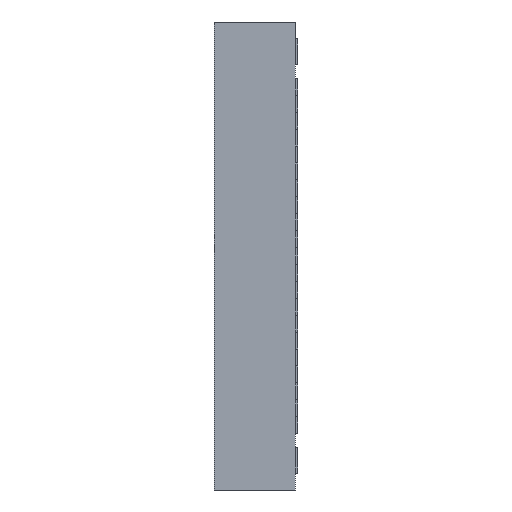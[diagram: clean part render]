
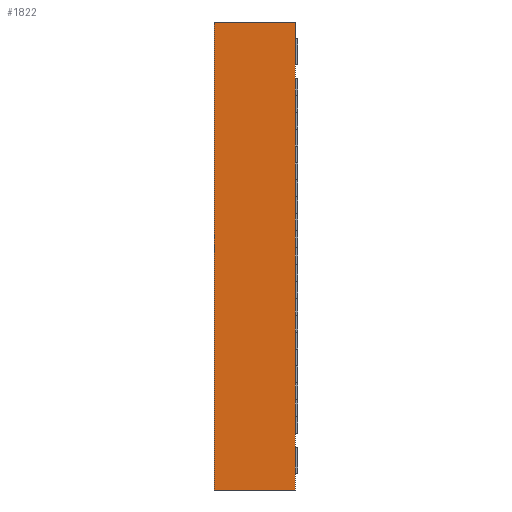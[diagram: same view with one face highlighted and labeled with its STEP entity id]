
A CAD part, left-side view. The second image highlights one B-rep face of the part: STEP entity #1822.
In plain terms, the highlighted planar face has unit normal (-1, 0, 0).
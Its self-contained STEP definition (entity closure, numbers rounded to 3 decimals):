
#85 = DIRECTION ( 'NONE',  ( 0., 0., 1. ) ) ;
#173 = FACE_OUTER_BOUND ( 'NONE', #20233, .T. ) ;
#814 = CARTESIAN_POINT ( 'NONE',  ( -5.25, 0., -4.15 ) ) ;
#1822 = ADVANCED_FACE ( 'NONE', ( #173 ), #37246, .F. ) ;
#2013 = EDGE_CURVE ( 'NONE', #34301, #34563, #21582, .T. ) ;
#3333 = ORIENTED_EDGE ( 'NONE', *, *, #28472, .T. ) ;
#8863 = VECTOR ( 'NONE', #36627, 1000. ) ;
#9826 = VERTEX_POINT ( 'NONE', #27862 ) ;
#12091 = DIRECTION ( 'NONE',  ( 0., 0., 1. ) ) ;
#12761 = DIRECTION ( 'NONE',  ( 1., 0., 0. ) ) ;
#14587 = LINE ( 'NONE', #27080, #8863 ) ;
#15119 = LINE ( 'NONE', #36760, #27386 ) ;
#15164 = ORIENTED_EDGE ( 'NONE', *, *, #2013, .F. ) ;
#16744 = VECTOR ( 'NONE', #12091, 1000. ) ;
#18804 = DIRECTION ( 'NONE',  ( 0., 0., -1. ) ) ;
#20233 = EDGE_LOOP ( 'NONE', ( #38179, #38290, #15164, #3333 ) ) ;
#21084 = VECTOR ( 'NONE', #38953, 1000. ) ;
#21582 = LINE ( 'NONE', #33965, #16744 ) ;
#22777 = AXIS2_PLACEMENT_3D ( 'NONE', #34406, #12761, #18804 ) ;
#24252 = EDGE_CURVE ( 'NONE', #26545, #9826, #15119, .T. ) ;
#26545 = VERTEX_POINT ( 'NONE', #814 ) ;
#27080 = CARTESIAN_POINT ( 'NONE',  ( -5.25, 1.44, -4.15 ) ) ;
#27386 = VECTOR ( 'NONE', #85, 1000. ) ;
#27862 = CARTESIAN_POINT ( 'NONE',  ( -5.25, 0., 4.15 ) ) ;
#28472 = EDGE_CURVE ( 'NONE', #34301, #26545, #14587, .T. ) ;
#28984 = CARTESIAN_POINT ( 'NONE',  ( -5.25, 1.44, 4.15 ) ) ;
#33965 = CARTESIAN_POINT ( 'NONE',  ( -5.25, 1.44, 4.15 ) ) ;
#34301 = VERTEX_POINT ( 'NONE', #36966 ) ;
#34406 = CARTESIAN_POINT ( 'NONE',  ( -5.25, 1.44, 4.15 ) ) ;
#34563 = VERTEX_POINT ( 'NONE', #28984 ) ;
#35126 = CARTESIAN_POINT ( 'NONE',  ( -5.25, 1.44, 4.15 ) ) ;
#35807 = EDGE_CURVE ( 'NONE', #34563, #9826, #38185, .T. ) ;
#36627 = DIRECTION ( 'NONE',  ( 0., -1., 0. ) ) ;
#36760 = CARTESIAN_POINT ( 'NONE',  ( -5.25, 0., 4.15 ) ) ;
#36966 = CARTESIAN_POINT ( 'NONE',  ( -5.25, 1.44, -4.15 ) ) ;
#37246 = PLANE ( 'NONE',  #22777 ) ;
#38179 = ORIENTED_EDGE ( 'NONE', *, *, #24252, .T. ) ;
#38185 = LINE ( 'NONE', #35126, #21084 ) ;
#38290 = ORIENTED_EDGE ( 'NONE', *, *, #35807, .F. ) ;
#38953 = DIRECTION ( 'NONE',  ( 0., -1., 0. ) ) ;
